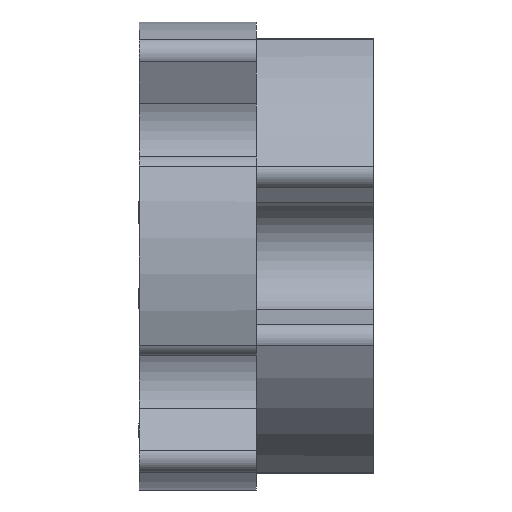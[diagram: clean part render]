
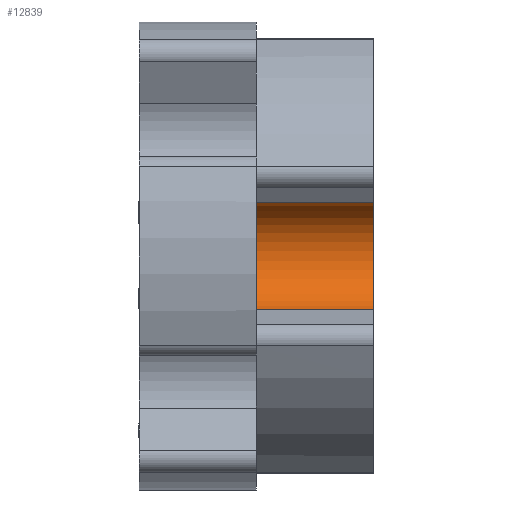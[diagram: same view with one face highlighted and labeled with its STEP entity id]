
A CAD part, left-side view. The second image highlights one B-rep face of the part: STEP entity #12839.
In plain terms, the highlighted cylindrical face has radius 3.06 mm (diameter 6.12 mm), a partial arc.
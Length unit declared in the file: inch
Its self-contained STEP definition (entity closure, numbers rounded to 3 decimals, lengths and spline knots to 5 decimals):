
#847 = CARTESIAN_POINT ( 'NONE',  ( -0.385, 0., 0. ) ) ;
#1347 = CYLINDRICAL_SURFACE ( 'NONE', #14649, 0.12047 ) ;
#1631 = EDGE_CURVE ( 'NONE', #7558, #14432, #2328, .T. ) ;
#1878 = DIRECTION ( 'NONE',  ( 0., -1., 0. ) ) ;
#2328 = LINE ( 'NONE', #8334, #10973 ) ;
#2368 = CARTESIAN_POINT ( 'NONE',  ( -0.385, 0.25, 0. ) ) ;
#2438 = VERTEX_POINT ( 'NONE', #5799 ) ;
#2997 = AXIS2_PLACEMENT_3D ( 'NONE', #847, #1878, #12879 ) ;
#4199 = LINE ( 'NONE', #9254, #11881 ) ;
#4885 = EDGE_CURVE ( 'NONE', #2438, #7558, #7755, .T. ) ;
#4966 = DIRECTION ( 'NONE',  ( 0., -1., 0. ) ) ;
#5251 = CARTESIAN_POINT ( 'NONE',  ( -0.385, 0.25, 0. ) ) ;
#5756 = CIRCLE ( 'NONE', #2997, 0.12047 ) ;
#5799 = CARTESIAN_POINT ( 'NONE',  ( -0.3473, 0.25, -0.11442 ) ) ;
#5896 = FACE_OUTER_BOUND ( 'NONE', #12507, .T. ) ;
#6232 = ORIENTED_EDGE ( 'NONE', *, *, #4885, .F. ) ;
#6609 = DIRECTION ( 'NONE',  ( 0., 0., -1. ) ) ;
#6822 = AXIS2_PLACEMENT_3D ( 'NONE', #2368, #4966, #13180 ) ;
#7141 = DIRECTION ( 'NONE',  ( 0., -1., 0. ) ) ;
#7512 = ORIENTED_EDGE ( 'NONE', *, *, #1631, .F. ) ;
#7558 = VERTEX_POINT ( 'NONE', #11135 ) ;
#7755 = CIRCLE ( 'NONE', #6822, 0.12047 ) ;
#8334 = CARTESIAN_POINT ( 'NONE',  ( -0.3473, 0.25, 0.11442 ) ) ;
#9254 = CARTESIAN_POINT ( 'NONE',  ( -0.3473, 0.25, -0.11442 ) ) ;
#10398 = DIRECTION ( 'NONE',  ( 0., -1., 0. ) ) ;
#10423 = ORIENTED_EDGE ( 'NONE', *, *, #11437, .T. ) ;
#10973 = VECTOR ( 'NONE', #7141, 39.37008 ) ;
#11135 = CARTESIAN_POINT ( 'NONE',  ( -0.3473, 0.25, 0.11442 ) ) ;
#11437 = EDGE_CURVE ( 'NONE', #11460, #14432, #5756, .T. ) ;
#11460 = VERTEX_POINT ( 'NONE', #13903 ) ;
#11804 = ORIENTED_EDGE ( 'NONE', *, *, #13373, .T. ) ;
#11881 = VECTOR ( 'NONE', #10398, 39.37008 ) ;
#12507 = EDGE_LOOP ( 'NONE', ( #10423, #7512, #6232, #11804 ) ) ;
#12839 = ADVANCED_FACE ( 'NONE', ( #5896 ), #1347, .F. ) ;
#12879 = DIRECTION ( 'NONE',  ( 1., 0., 0. ) ) ;
#12972 = CARTESIAN_POINT ( 'NONE',  ( -0.3473, 0., 0.11442 ) ) ;
#13180 = DIRECTION ( 'NONE',  ( 1., 0., 0. ) ) ;
#13373 = EDGE_CURVE ( 'NONE', #2438, #11460, #4199, .T. ) ;
#13823 = DIRECTION ( 'NONE',  ( 0., -1., 0. ) ) ;
#13903 = CARTESIAN_POINT ( 'NONE',  ( -0.3473, 0., -0.11442 ) ) ;
#14432 = VERTEX_POINT ( 'NONE', #12972 ) ;
#14649 = AXIS2_PLACEMENT_3D ( 'NONE', #5251, #13823, #6609 ) ;
